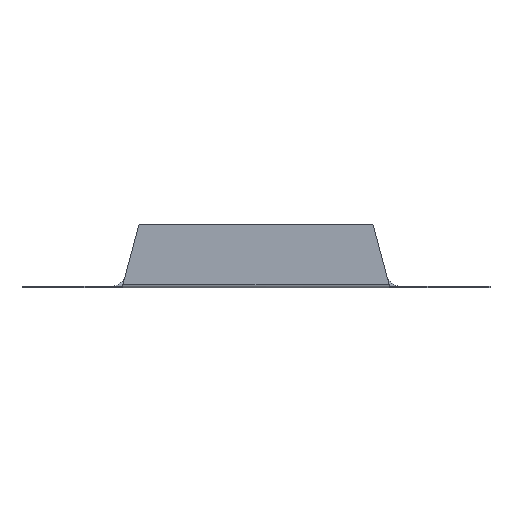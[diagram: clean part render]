
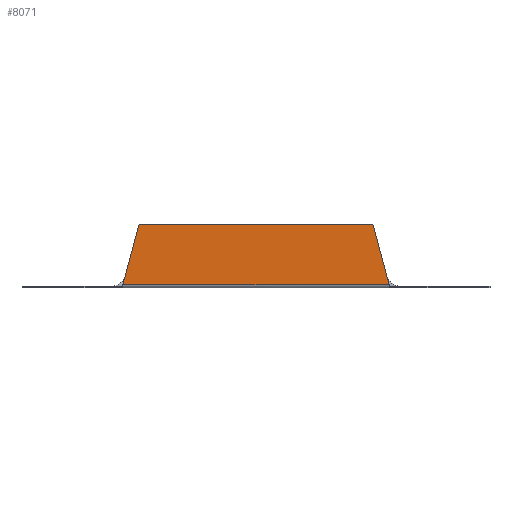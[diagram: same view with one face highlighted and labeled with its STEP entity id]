
A CAD part, front view. The second image highlights one B-rep face of the part: STEP entity #8071.
In plain terms, the highlighted planar face has unit normal (0, -1, 0).
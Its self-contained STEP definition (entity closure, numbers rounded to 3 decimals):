
#1246=DIRECTION('',(-0.259,0.,-0.966));
#1247=VECTOR('',#1246,39.34);
#1248=CARTESIAN_POINT('',(-73.746,0.,40.));
#1249=LINE('',#1248,#1247);
#1250=DIRECTION('',(-0.259,0.,0.966));
#1251=VECTOR('',#1250,39.34);
#1252=CARTESIAN_POINT('',(83.928,0.,2.));
#1253=LINE('',#1252,#1251);
#1254=CARTESIAN_POINT('',(-83.928,0.,2.));
#1262=DIRECTION('',(-1.,0.,0.));
#1263=VECTOR('',#1262,167.856);
#1264=CARTESIAN_POINT('',(83.928,0.,2.));
#1265=LINE('',#1264,#1263);
#1350=DIRECTION('',(1.,0.,0.));
#1351=VECTOR('',#1350,147.492);
#1352=CARTESIAN_POINT('',(-73.746,0.,40.));
#1353=LINE('',#1352,#1351);
#6207=CARTESIAN_POINT('',(83.928,0.,2.));
#6209=VERTEX_POINT('',#6207);
#6211=VERTEX_POINT('',#1254);
#6217=CARTESIAN_POINT('',(73.746,0.,40.));
#6219=VERTEX_POINT('',#6217);
#6222=CARTESIAN_POINT('',(-73.746,0.,40.));
#6223=VERTEX_POINT('',#6222);
#8057=CARTESIAN_POINT('',(147.5,0.,40.));
#8058=DIRECTION('',(0.,1.,0.));
#8059=DIRECTION('',(0.,0.,1.));
#8060=AXIS2_PLACEMENT_3D('',#8057,#8058,#8059);
#8061=PLANE('',#8060);
#8063=ORIENTED_EDGE('',*,*,#8062,.T.);
#8065=ORIENTED_EDGE('',*,*,#8064,.F.);
#8067=ORIENTED_EDGE('',*,*,#8066,.T.);
#8068=ORIENTED_EDGE('',*,*,#8048,.F.);
#8069=EDGE_LOOP('',(#8063,#8065,#8067,#8068));
#8070=FACE_OUTER_BOUND('',#8069,.F.);
#8071=ADVANCED_FACE('',(#8070),#8061,.F.);
#8048=EDGE_CURVE('',#6209,#6219,#1253,.T.);
#8062=EDGE_CURVE('',#6209,#6211,#1265,.T.);
#8064=EDGE_CURVE('',#6223,#6211,#1249,.T.);
#8066=EDGE_CURVE('',#6223,#6219,#1353,.T.);
